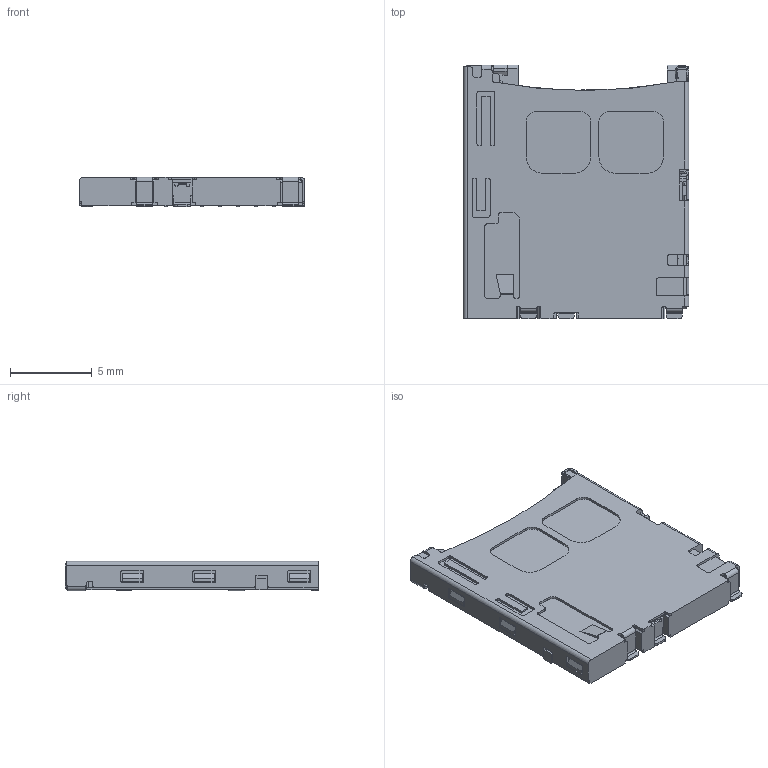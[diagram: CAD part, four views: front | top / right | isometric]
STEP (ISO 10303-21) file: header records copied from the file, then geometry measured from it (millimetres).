
FILE_DESCRIPTION((''),'2;1');
FILE_NAME('5025700893','2014-04-22T',('me'),(''),'PRO/ENGINEER BY PARAMETRIC TECHNOLOGY CORPORATION, 2011490','PRO/ENGINEER BY PARAMETRIC TECHNOLOGY CORPORATION, 2011490','');
FILE_SCHEMA(('CONFIG_CONTROL_DESIGN'));
Length unit declared in the file: millimetre
Products named in the file (1): 5025700893
Bounding box: 13.8 x 15.5 x 1.8 mm (x, y, z)
Volume: 314.5 mm3; surface area: 590.7 mm2
Topology: 1 solids, 6 shells, 961 faces, 2717 edges, 1792 vertices
Faces by surface type: plane 678, cylinder 241, cone 42
Entity records: 30793 total; most frequent: CARTESIAN_POINT 5459, ORIENTED_EDGE 5298, DIRECTION 5161, EDGE_CURVE 2649, VECTOR 2165, LINE 2165, VERTEX_POINT 1724, AXIS2_PLACEMENT_3D 1498
